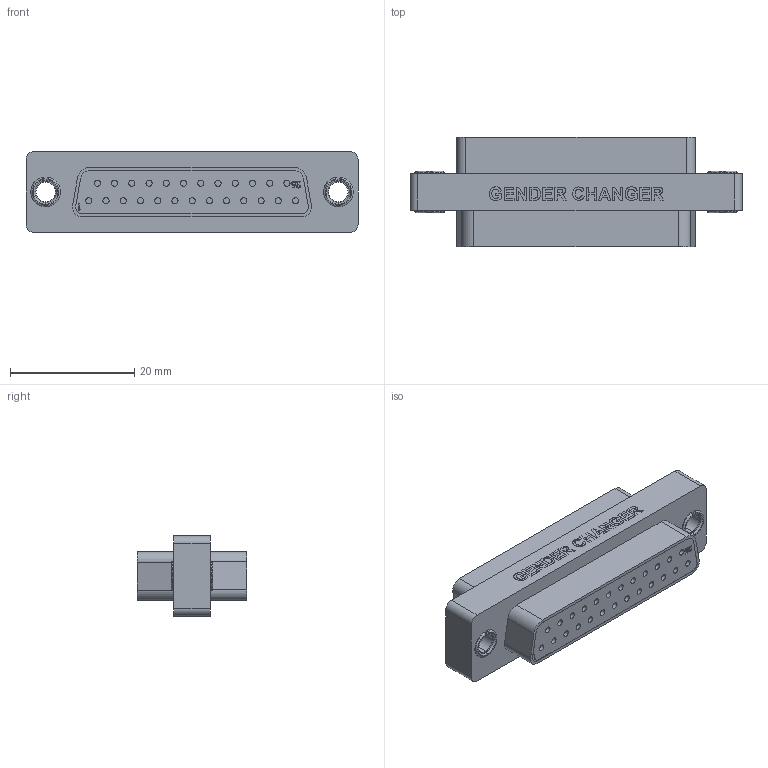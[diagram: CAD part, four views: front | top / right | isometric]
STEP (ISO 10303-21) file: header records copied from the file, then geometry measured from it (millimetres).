
FILE_DESCRIPTION (( 'STEP AP214' ), '1' );
FILE_NAME ('GCP25F.STEP', '2012-11-02T19:44:29', ( 'x' ), ( '' ), 'SwSTEP 2.0', 'SolidWorks 2012', '' );
FILE_SCHEMA (( 'AUTOMOTIVE_DESIGN' ));
Length unit declared in the file: inch
Products named in the file (3): GCP25F; DGB25F-MA1_GENDER CHANGER; SD25S_Without Mounting Flange and Solder Cups
Assembly tree (3 placements, depth 2):
  GCP25F
    DGB25F-MA1_GENDER CHANGER
    SD25S_Without Mounting Flange and Solder Cups  x2
Bounding box: 53.34 x 17.65 x 12.95 mm (x, y, z)
Volume: 7186.4 mm3; surface area: 5396.8 mm2
Topology: 3 solids, 3 shells, 602 faces, 1505 edges, 998 vertices
Faces by surface type: plane 315, cylinder 148, bspline 127, torus 12
Entity records: 26286 total; most frequent: CARTESIAN_POINT 9657, ORIENTED_EDGE 2410, DIRECTION 1871, EDGE_CURVE 1205, VERTEX_POINT 798, LINE 783, VECTOR 783, AXIS2_PLACEMENT_3D 544
